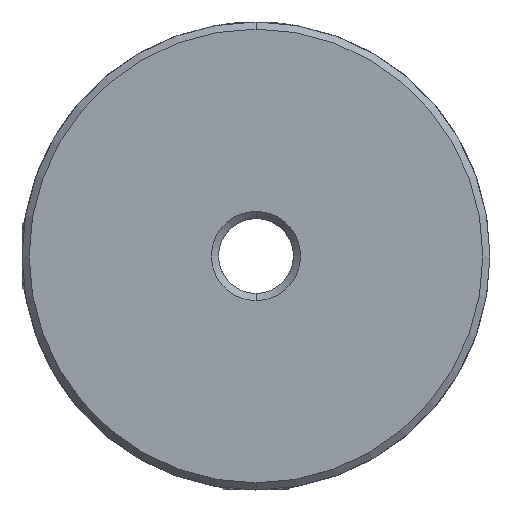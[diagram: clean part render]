
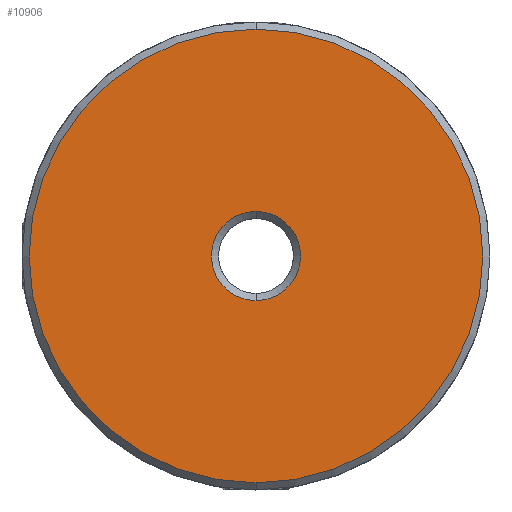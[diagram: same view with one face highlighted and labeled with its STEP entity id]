
A CAD part, left-side view. The second image highlights one B-rep face of the part: STEP entity #10906.
In plain terms, the highlighted planar face has unit normal (-1, 0, 0).
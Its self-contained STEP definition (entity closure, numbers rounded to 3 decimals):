
#371 = ORIENTED_EDGE ( 'NONE', *, *, #9835, .F. ) ;
#372 = ORIENTED_EDGE ( 'NONE', *, *, #10576, .F. ) ;
#373 = ORIENTED_EDGE ( 'NONE', *, *, #10577, .F. ) ;
#374 = ORIENTED_EDGE ( 'NONE', *, *, #9807, .F. ) ;
#3327 = CARTESIAN_POINT ( 'NONE',  ( -17., 0., -12.119 ) ) ;
#3329 = CARTESIAN_POINT ( 'NONE',  ( -17., 0., 2.381 ) ) ;
#3330 = CARTESIAN_POINT ( 'NONE',  ( -17., 0., -2.381 ) ) ;
#3331 = CARTESIAN_POINT ( 'NONE',  ( -17., 0., 12.119 ) ) ;
#5387 = CIRCLE ( 'NONE', #5576, 2.381 ) ;
#5425 = CIRCLE ( 'NONE', #5591, 12.119 ) ;
#5484 = CIRCLE ( 'NONE', #5617, 12.119 ) ;
#5486 = CIRCLE ( 'NONE', #5622, 2.381 ) ;
#5576 = AXIS2_PLACEMENT_3D ( 'NONE', #6142, #6143, #6144 ) ;
#5591 = AXIS2_PLACEMENT_3D ( 'NONE', #6218, #6220, #6221 ) ;
#5617 = AXIS2_PLACEMENT_3D ( 'NONE', #6435, #6436, #6437 ) ;
#5622 = AXIS2_PLACEMENT_3D ( 'NONE', #6424, #6439, #6440 ) ;
#5878 = AXIS2_PLACEMENT_3D ( 'NONE', #8303, #8306, #8307 ) ;
#6142 = CARTESIAN_POINT ( 'NONE',  ( -17., 0., 0. ) ) ;
#6143 = DIRECTION ( 'NONE',  ( -1., 0., 0. ) ) ;
#6144 = DIRECTION ( 'NONE',  ( 0., 0., -1. ) ) ;
#6218 = CARTESIAN_POINT ( 'NONE',  ( -17., 0., 0. ) ) ;
#6220 = DIRECTION ( 'NONE',  ( 1., 0., 0. ) ) ;
#6221 = DIRECTION ( 'NONE',  ( 0., 0., -1. ) ) ;
#6424 = CARTESIAN_POINT ( 'NONE',  ( -17., 0., 0. ) ) ;
#6435 = CARTESIAN_POINT ( 'NONE',  ( -17., 0., 0. ) ) ;
#6436 = DIRECTION ( 'NONE',  ( 1., 0., 0. ) ) ;
#6437 = DIRECTION ( 'NONE',  ( 0., 0., -1. ) ) ;
#6439 = DIRECTION ( 'NONE',  ( -1., 0., 0. ) ) ;
#6440 = DIRECTION ( 'NONE',  ( 0., 0., -1. ) ) ;
#7555 = FACE_OUTER_BOUND ( 'NONE', #8826, .T. ) ;
#7562 = FACE_BOUND ( 'NONE', #8829, .T. ) ;
#8303 = CARTESIAN_POINT ( 'NONE',  ( -17., 0., 0. ) ) ;
#8304 = PLANE ( 'NONE',  #5878 ) ;
#8306 = DIRECTION ( 'NONE',  ( -1., 0., 0. ) ) ;
#8307 = DIRECTION ( 'NONE',  ( 0., 0., -1. ) ) ;
#8826 = EDGE_LOOP ( 'NONE', ( #371, #372 ) ) ;
#8829 = EDGE_LOOP ( 'NONE', ( #373, #374 ) ) ;
#9242 = VERTEX_POINT ( 'NONE', #3327 ) ;
#9244 = VERTEX_POINT ( 'NONE', #3329 ) ;
#9245 = VERTEX_POINT ( 'NONE', #3330 ) ;
#9246 = VERTEX_POINT ( 'NONE', #3331 ) ;
#9807 = EDGE_CURVE ( 'NONE', #9244, #9245, #5387, .T. ) ;
#9835 = EDGE_CURVE ( 'NONE', #9246, #9242, #5425, .T. ) ;
#10576 = EDGE_CURVE ( 'NONE', #9242, #9246, #5484, .T. ) ;
#10577 = EDGE_CURVE ( 'NONE', #9245, #9244, #5486, .T. ) ;
#10906 = ADVANCED_FACE ( 'NONE', ( #7555, #7562 ), #8304, .T. ) ;
